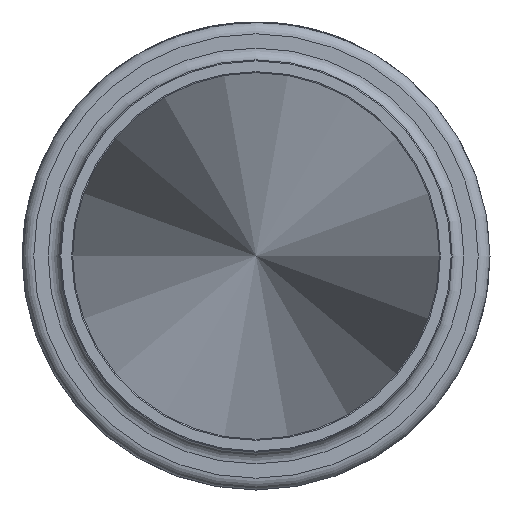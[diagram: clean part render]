
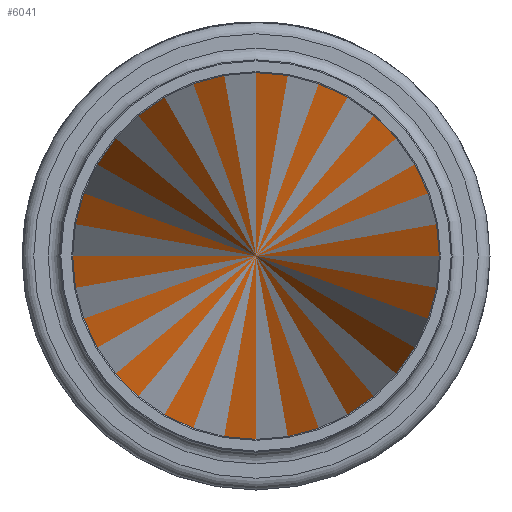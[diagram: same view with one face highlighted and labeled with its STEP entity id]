
A CAD part, left-side view. The second image highlights one B-rep face of the part: STEP entity #6041.
In plain terms, the highlighted conical face has half-angle 1.783 degrees and reference radius 29.89 mm.
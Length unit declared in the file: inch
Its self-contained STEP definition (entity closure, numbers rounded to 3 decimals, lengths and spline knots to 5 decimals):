
#599=FACE_OUTER_BOUND('',#950,.T.);
#950=EDGE_LOOP('',(#4141,#4142,#4143));
#1341=B_SPLINE_CURVE_WITH_KNOTS('',3,(#8598,#8599,#8600,#8601,#8602,#8603,
#8604,#8605,#8606,#8607,#8608,#8609,#8610,#8611,#8612,#8613,#8614,#8615,
#8616,#8617,#8618,#8619,#8620,#8621,#8622,#8623,#8624,#8625,#8626,#8627,
#8628,#8629,#8630,#8631,#8632,#8633,#8634,#8635,#8636,#8637,#8638,#8639,
#8640),.UNSPECIFIED.,.F.,.F.,(4,3,3,3,3,3,3,3,3,3,3,3,3,3,4),(54.89652,
55.82967,57.31108,58.7925,60.27391,61.75532,
63.23674,64.71815,66.19956,67.68098,69.16239,
70.6438,72.12522,73.60663,73.65468),
 .UNSPECIFIED.);
#1684=LINE('',#7927,#2096);
#1695=LINE('',#8597,#2107);
#2096=VECTOR('',#6775,1.17678);
#2107=VECTOR('',#6810,1.17678);
#2508=VERTEX_POINT('',#7925);
#2509=VERTEX_POINT('',#7926);
#2528=VERTEX_POINT('',#8596);
#3147=EDGE_CURVE('',#2508,#2509,#1684,.T.);
#3176=EDGE_CURVE('',#2528,#2509,#1695,.T.);
#3177=EDGE_CURVE('',#2528,#2508,#1341,.T.);
#4141=ORIENTED_EDGE('',*,*,#3147,.T.);
#4142=ORIENTED_EDGE('',*,*,#3176,.F.);
#4143=ORIENTED_EDGE('',*,*,#3177,.T.);
#6025=CONICAL_SURFACE('',#6414,1.17678,0.031);
#6041=ADVANCED_FACE('',(#599),#6025,.T.);
#6414=AXIS2_PLACEMENT_3D('',#8595,#6808,#6809);
#6775=DIRECTION('',(1.,0.031,0.));
#6808=DIRECTION('center_axis',(-1.,0.,0.));
#6809=DIRECTION('ref_axis',(0.,1.,0.));
#6810=DIRECTION('',(-1.,-0.031,0.));
#7925=CARTESIAN_POINT('',(1.39968,-1.17314,0.));
#7926=CARTESIAN_POINT('',(1.46716,-1.17104,0.));
#7927=CARTESIAN_POINT('',(1.2829,-1.17678,0.));
#8595=CARTESIAN_POINT('Origin',(1.2829,0.,0.));
#8596=CARTESIAN_POINT('',(1.48658,-1.17044,0.));
#8597=CARTESIAN_POINT('',(1.2829,-1.17678,0.));
#8598=CARTESIAN_POINT('Ctrl Pts',(1.48658,-1.17036,-0.00002));
#8599=CARTESIAN_POINT('Ctrl Pts',(1.48514,-1.17033,0.12195));
#8600=CARTESIAN_POINT('Ctrl Pts',(1.48369,-1.1514,0.24395));
#8601=CARTESIAN_POINT('Ctrl Pts',(1.48225,-1.11395,0.35998));
#8602=CARTESIAN_POINT('Ctrl Pts',(1.47997,-1.05449,0.54419));
#8603=CARTESIAN_POINT('Ctrl Pts',(1.47768,-0.94837,0.71336));
#8604=CARTESIAN_POINT('Ctrl Pts',(1.47539,-0.80836,0.84707));
#8605=CARTESIAN_POINT('Ctrl Pts',(1.4731,-0.66835,0.98078));
#8606=CARTESIAN_POINT('Ctrl Pts',(1.47082,-0.49445,1.07903));
#8607=CARTESIAN_POINT('Ctrl Pts',(1.46853,-0.30763,1.12997));
#8608=CARTESIAN_POINT('Ctrl Pts',(1.46624,-0.12082,1.1809));
#8609=CARTESIAN_POINT('Ctrl Pts',(1.46395,0.07892,1.18452));
#8610=CARTESIAN_POINT('Ctrl Pts',(1.46167,0.26749,1.14036));
#8611=CARTESIAN_POINT('Ctrl Pts',(1.45938,0.45606,1.0962));
#8612=CARTESIAN_POINT('Ctrl Pts',(1.45709,0.63346,1.00426));
#8613=CARTESIAN_POINT('Ctrl Pts',(1.4548,0.77829,0.87563));
#8614=CARTESIAN_POINT('Ctrl Pts',(1.45251,0.92312,0.747));
#8615=CARTESIAN_POINT('Ctrl Pts',(1.45023,1.03538,0.58166));
#8616=CARTESIAN_POINT('Ctrl Pts',(1.44794,1.10151,0.39955));
#8617=CARTESIAN_POINT('Ctrl Pts',(1.44565,1.16764,0.21745));
#8618=CARTESIAN_POINT('Ctrl Pts',(1.44336,1.18765,0.01857));
#8619=CARTESIAN_POINT('Ctrl Pts',(1.44108,1.1591,-0.17309));
#8620=CARTESIAN_POINT('Ctrl Pts',(1.43879,1.13055,-0.36475));
#8621=CARTESIAN_POINT('Ctrl Pts',(1.4365,1.05344,-0.5492));
#8622=CARTESIAN_POINT('Ctrl Pts',(1.43421,0.93707,-0.70419));
#8623=CARTESIAN_POINT('Ctrl Pts',(1.43193,0.82069,-0.85917));
#8624=CARTESIAN_POINT('Ctrl Pts',(1.42964,0.66504,-0.98468));
#8625=CARTESIAN_POINT('Ctrl Pts',(1.42735,0.48888,-1.06558));
#8626=CARTESIAN_POINT('Ctrl Pts',(1.42506,0.31272,-1.14648));
#8627=CARTESIAN_POINT('Ctrl Pts',(1.42278,0.11605,-1.18276));
#8628=CARTESIAN_POINT('Ctrl Pts',(1.42049,-0.07742,
-1.17003));
#8629=CARTESIAN_POINT('Ctrl Pts',(1.4182,-0.27088,-1.1573));
#8630=CARTESIAN_POINT('Ctrl Pts',(1.41591,-0.46114,-1.09556));
#8631=CARTESIAN_POINT('Ctrl Pts',(1.41363,-0.62524,-0.99224));
#8632=CARTESIAN_POINT('Ctrl Pts',(1.41134,-0.78934,-0.88892));
#8633=CARTESIAN_POINT('Ctrl Pts',(1.40905,-0.92729,-0.74402));
#8634=CARTESIAN_POINT('Ctrl Pts',(1.40676,-1.02242,-0.575));
#8635=CARTESIAN_POINT('Ctrl Pts',(1.40447,-1.11756,-0.40598));
#8636=CARTESIAN_POINT('Ctrl Pts',(1.40219,-1.16989,-0.21284));
#8637=CARTESIAN_POINT('Ctrl Pts',(1.3999,-1.17308,-0.01888));
#8638=CARTESIAN_POINT('Ctrl Pts',(1.39983,-1.17318,-0.01259));
#8639=CARTESIAN_POINT('Ctrl Pts',(1.39975,-1.17324,-0.0063));
#8640=CARTESIAN_POINT('Ctrl Pts',(1.39968,-1.17324,-0.00001));
